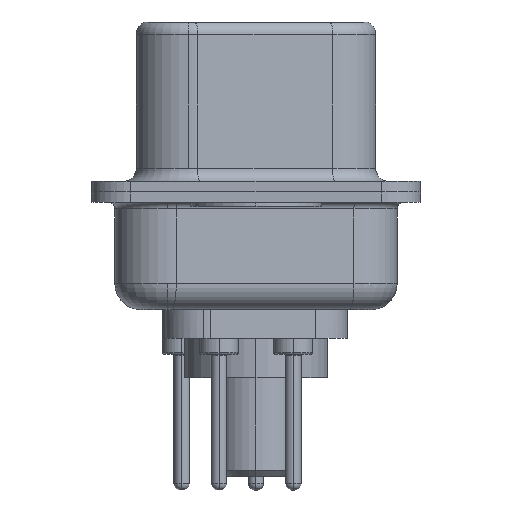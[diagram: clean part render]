
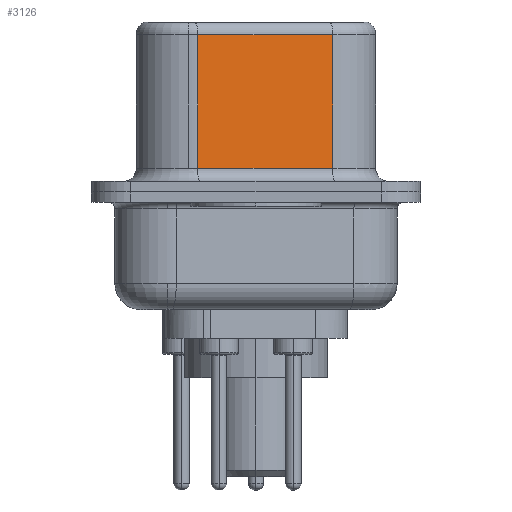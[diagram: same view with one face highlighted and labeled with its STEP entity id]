
A CAD part, left-side view. The second image highlights one B-rep face of the part: STEP entity #3126.
In plain terms, the highlighted planar face has unit normal (-0.985, -0.174, 0).
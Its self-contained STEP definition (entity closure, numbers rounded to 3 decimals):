
#32 = EDGE_LOOP ( 'NONE', ( #11829, #3250, #2244, #12937 ) ) ;
#342 = PLANE ( 'NONE',  #15868 ) ;
#435 = LINE ( 'NONE', #3694, #655 ) ;
#655 = VECTOR ( 'NONE', #5171, 1000. ) ;
#837 = VERTEX_POINT ( 'NONE', #3715 ) ;
#1862 = CARTESIAN_POINT ( 'NONE',  ( 4.585, -2.927, 0.9 ) ) ;
#1878 = CARTESIAN_POINT ( 'NONE',  ( 4.585, -2.927, 6.52 ) ) ;
#2244 = ORIENTED_EDGE ( 'NONE', *, *, #8427, .T. ) ;
#2341 = CARTESIAN_POINT ( 'NONE',  ( 4.585, -2.927, 0.9 ) ) ;
#2861 = EDGE_CURVE ( 'NONE', #837, #16174, #16978, .T. ) ;
#3126 = ADVANCED_FACE ( 'NONE', ( #10524 ), #342, .F. ) ;
#3250 = ORIENTED_EDGE ( 'NONE', *, *, #10379, .T. ) ;
#3292 = CARTESIAN_POINT ( 'NONE',  ( 4.585, -2.927, 6.52 ) ) ;
#3694 = CARTESIAN_POINT ( 'NONE',  ( 3.675, 2.233, 6.52 ) ) ;
#3715 = CARTESIAN_POINT ( 'NONE',  ( 4.585, -2.927, 6.02 ) ) ;
#4441 = VECTOR ( 'NONE', #13621, 1000. ) ;
#4465 = DIRECTION ( 'NONE',  ( 0.985, 0.174, 0. ) ) ;
#5171 = DIRECTION ( 'NONE',  ( 0., 0., -1. ) ) ;
#6206 = DIRECTION ( 'NONE',  ( 0., 0., -1. ) ) ;
#6913 = LINE ( 'NONE', #9035, #9562 ) ;
#8427 = EDGE_CURVE ( 'NONE', #12740, #11777, #435, .T. ) ;
#9035 = CARTESIAN_POINT ( 'NONE',  ( 4.585, -2.927, 6.02 ) ) ;
#9562 = VECTOR ( 'NONE', #18080, 1000. ) ;
#10231 = LINE ( 'NONE', #2341, #4441 ) ;
#10379 = EDGE_CURVE ( 'NONE', #837, #12740, #6913, .T. ) ;
#10452 = EDGE_CURVE ( 'NONE', #11777, #16174, #10231, .T. ) ;
#10524 = FACE_OUTER_BOUND ( 'NONE', #32, .T. ) ;
#11777 = VERTEX_POINT ( 'NONE', #13793 ) ;
#11829 = ORIENTED_EDGE ( 'NONE', *, *, #2861, .F. ) ;
#12740 = VERTEX_POINT ( 'NONE', #13030 ) ;
#12937 = ORIENTED_EDGE ( 'NONE', *, *, #10452, .T. ) ;
#13030 = CARTESIAN_POINT ( 'NONE',  ( 3.675, 2.233, 6.02 ) ) ;
#13189 = DIRECTION ( 'NONE',  ( -0.174, 0.985, 0. ) ) ;
#13546 = VECTOR ( 'NONE', #6206, 1000. ) ;
#13621 = DIRECTION ( 'NONE',  ( 0.174, -0.985, 0. ) ) ;
#13793 = CARTESIAN_POINT ( 'NONE',  ( 3.675, 2.233, 0.9 ) ) ;
#15868 = AXIS2_PLACEMENT_3D ( 'NONE', #3292, #4465, #13189 ) ;
#16174 = VERTEX_POINT ( 'NONE', #1862 ) ;
#16978 = LINE ( 'NONE', #1878, #13546 ) ;
#18080 = DIRECTION ( 'NONE',  ( -0.174, 0.985, 0. ) ) ;
